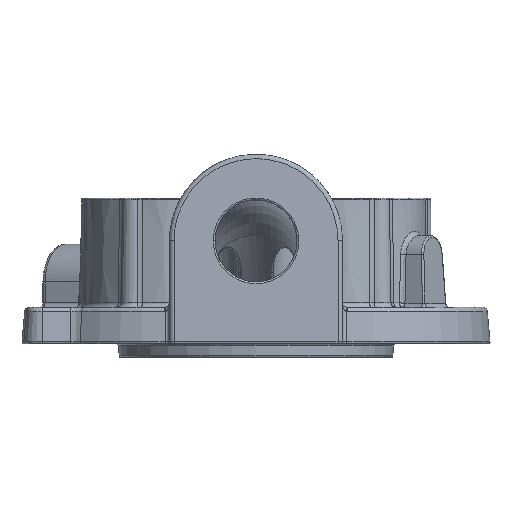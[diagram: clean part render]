
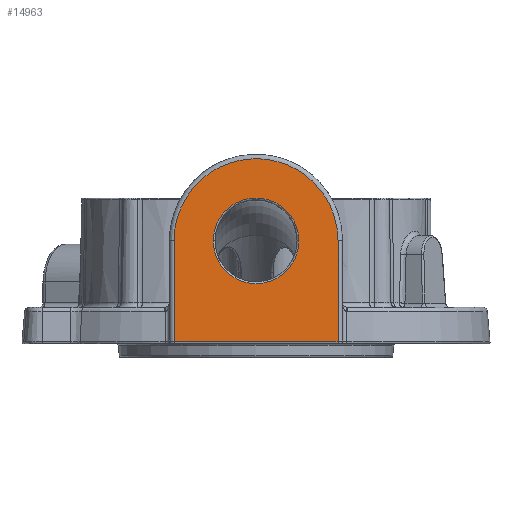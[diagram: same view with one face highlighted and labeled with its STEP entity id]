
A CAD part, front view. The second image highlights one B-rep face of the part: STEP entity #14963.
In plain terms, the highlighted planar face has unit normal (0, -0.999, 0.035).
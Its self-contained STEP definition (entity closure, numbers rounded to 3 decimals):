
#2584=CARTESIAN_POINT('Vertex',(-178.636,-197.445,73.174)) ;
#2588=CARTESIAN_POINT('Control Point',(1.364,-197.445,73.174)) ;
#2589=CARTESIAN_POINT('Control Point',(1.364,-197.184,80.637)) ;
#2590=CARTESIAN_POINT('Control Point',(0.591,-196.924,88.099)) ;
#2591=CARTESIAN_POINT('Control Point',(-0.956,-196.667,95.454)) ;
#2592=CARTESIAN_POINT('Control Point',(-5.953,-196.124,110.984)) ;
#2593=CARTESIAN_POINT('Control Point',(-14.298,-195.633,125.042)) ;
#2594=CARTESIAN_POINT('Control Point',(-19.712,-195.389,132.047)) ;
#2595=CARTESIAN_POINT('Control Point',(-32.136,-194.951,144.595)) ;
#2596=CARTESIAN_POINT('Control Point',(-47.209,-194.629,153.798)) ;
#2597=CARTESIAN_POINT('Control Point',(-55.27,-194.502,157.454)) ;
#2598=CARTESIAN_POINT('Control Point',(-72.12,-194.317,162.731)) ;
#2599=CARTESIAN_POINT('Control Point',(-89.745,-194.28,163.812)) ;
#2600=CARTESIAN_POINT('Control Point',(-98.579,-194.298,163.271)) ;
#2601=CARTESIAN_POINT('Control Point',(-115.943,-194.411,160.051)) ;
#2602=CARTESIAN_POINT('Control Point',(-132.025,-194.666,152.76)) ;
#2603=CARTESIAN_POINT('Control Point',(-139.581,-194.827,148.148)) ;
#2604=CARTESIAN_POINT('Control Point',(-153.422,-195.21,137.174)) ;
#2605=CARTESIAN_POINT('Control Point',(-164.225,-195.698,123.202)) ;
#2606=CARTESIAN_POINT('Control Point',(-168.745,-195.964,115.588)) ;
#2607=CARTESIAN_POINT('Control Point',(-174.423,-196.415,102.647)) ;
#2608=CARTESIAN_POINT('Control Point',(-177.483,-196.895,88.919)) ;
#2609=CARTESIAN_POINT('Control Point',(-178.252,-197.077,83.696)) ;
#2610=CARTESIAN_POINT('Control Point',(-178.636,-197.261,78.435)) ;
#2611=CARTESIAN_POINT('Control Point',(-178.636,-197.445,73.174)) ;
#2612=CARTESIAN_POINT('Vertex',(1.364,-197.445,73.174)) ;
#13689=CARTESIAN_POINT('Line Origine',(1.364,-197.745,64.582)) ;
#13693=CARTESIAN_POINT('Vertex',(1.364,-201.325,-37.93)) ;
#13716=CARTESIAN_POINT('Line Origine',(-178.636,-197.745,64.582)) ;
#13720=CARTESIAN_POINT('Vertex',(-178.636,-201.325,-37.93)) ;
#14104=CARTESIAN_POINT('Line Origine',(-88.163,-201.325,-37.93)) ;
#14907=CARTESIAN_POINT('Axis2P3D Location',(0.,-200.,0.)) ;
#14919=CARTESIAN_POINT('Control Point',(-135.636,-197.448,73.07)) ;
#14920=CARTESIAN_POINT('Control Point',(-135.636,-197.67,66.731)) ;
#14921=CARTESIAN_POINT('Control Point',(-134.567,-197.891,60.391)) ;
#14922=CARTESIAN_POINT('Control Point',(-132.429,-198.104,54.292)) ;
#14923=CARTESIAN_POINT('Control Point',(-124.935,-198.575,40.81)) ;
#14924=CARTESIAN_POINT('Control Point',(-112.631,-198.912,31.169)) ;
#14925=CARTESIAN_POINT('Control Point',(-104.229,-199.044,27.371)) ;
#14926=CARTESIAN_POINT('Control Point',(-86.301,-199.161,24.031)) ;
#14927=CARTESIAN_POINT('Control Point',(-68.773,-198.985,29.059)) ;
#14928=CARTESIAN_POINT('Control Point',(-60.77,-198.825,33.637)) ;
#14929=CARTESIAN_POINT('Control Point',(-50.856,-198.496,43.056)) ;
#14930=CARTESIAN_POINT('Control Point',(-44.885,-198.078,55.052)) ;
#14931=CARTESIAN_POINT('Control Point',(-43.377,-197.93,59.269)) ;
#14932=CARTESIAN_POINT('Control Point',(-42.155,-197.744,64.615)) ;
#14933=CARTESIAN_POINT('Control Point',(-41.717,-197.554,70.045)) ;
#14934=CARTESIAN_POINT('Control Point',(-41.663,-197.519,71.053)) ;
#14935=CARTESIAN_POINT('Control Point',(-41.636,-197.484,72.062)) ;
#14936=CARTESIAN_POINT('Control Point',(-41.636,-197.448,73.07)) ;
#14937=CARTESIAN_POINT('Vertex',(-135.636,-197.448,73.07)) ;
#14939=CARTESIAN_POINT('Vertex',(-41.636,-197.448,73.07)) ;
#14943=CARTESIAN_POINT('Control Point',(-41.636,-197.448,73.07)) ;
#14944=CARTESIAN_POINT('Control Point',(-41.636,-197.287,77.696)) ;
#14945=CARTESIAN_POINT('Control Point',(-42.205,-197.125,82.321)) ;
#14946=CARTESIAN_POINT('Control Point',(-43.343,-196.967,86.854)) ;
#14947=CARTESIAN_POINT('Control Point',(-48.256,-196.524,99.533)) ;
#14948=CARTESIAN_POINT('Control Point',(-57.441,-196.161,109.925)) ;
#14949=CARTESIAN_POINT('Control Point',(-65.014,-195.978,115.183)) ;
#14950=CARTESIAN_POINT('Control Point',(-82.036,-195.75,121.718)) ;
#14951=CARTESIAN_POINT('Control Point',(-100.185,-195.811,119.954)) ;
#14952=CARTESIAN_POINT('Control Point',(-108.884,-195.918,116.904)) ;
#14953=CARTESIAN_POINT('Control Point',(-122.689,-196.232,107.912)) ;
#14954=CARTESIAN_POINT('Control Point',(-131.544,-196.71,94.205)) ;
#14955=CARTESIAN_POINT('Control Point',(-134.272,-196.948,87.391)) ;
#14956=CARTESIAN_POINT('Control Point',(-135.636,-197.198,80.23)) ;
#14957=CARTESIAN_POINT('Control Point',(-135.636,-197.448,73.07)) ;
#13690=DIRECTION('Vector Direction',(0.,0.035,0.999)) ;
#13717=DIRECTION('Vector Direction',(0.,0.035,0.999)) ;
#14105=DIRECTION('Vector Direction',(-1.,0.,0.)) ;
#14908=DIRECTION('Axis2P3D Direction',(0.,-0.999,0.035)) ;
#14909=DIRECTION('Axis2P3D XDirection',(-1.,0.,0.)) ;
#14910=AXIS2_PLACEMENT_3D('Plane Axis2P3D',#14907,#14908,#14909) ;
#14913=ORIENTED_EDGE('',*,*,#13695,.F.) ;
#14914=ORIENTED_EDGE('',*,*,#2614,.F.) ;
#14915=ORIENTED_EDGE('',*,*,#13722,.F.) ;
#14916=ORIENTED_EDGE('',*,*,#14108,.F.) ;
#14960=ORIENTED_EDGE('',*,*,#14941,.F.) ;
#14961=ORIENTED_EDGE('',*,*,#14958,.F.) ;
#14962=FACE_BOUND('',#14959,.T.) ;
#13691=VECTOR('Line Direction',#13690,1.) ;
#13718=VECTOR('Line Direction',#13717,1.) ;
#14106=VECTOR('Line Direction',#14105,1.) ;
#14963=ADVANCED_FACE('PartBody',(#14917,#14962),#14911,.T.) ;
#2587=B_SPLINE_CURVE_WITH_KNOTS('',5,(#2588,#2589,#2590,#2591,#2592,#2593,#2594,#2595,#2596,#2597,#2598,#2599,#2600,#2601,#2602,#2603,#2604,#2605,#2606,#2607,#2608,#2609,#2610,#2611),.UNSPECIFIED.,.F.,.U.,(6,3,3,3,3,3,3,6),(205.62,259.903,323.656,387.377,451.09,514.824,578.592,616.861),.UNSPECIFIED.) ;
#14918=B_SPLINE_CURVE_WITH_KNOTS('',5,(#14919,#14920,#14921,#14922,#14923,#14924,#14925,#14926,#14927,#14928,#14929,#14930,#14931,#14932,#14933,#14934,#14935,#14936),.UNSPECIFIED.,.F.,.U.,(6,3,3,3,3,6),(204.488,248.399,309.828,371.255,401.991,408.975),.UNSPECIFIED.) ;
#14942=B_SPLINE_CURVE_WITH_KNOTS('',5,(#14943,#14944,#14945,#14946,#14947,#14948,#14949,#14950,#14951,#14952,#14953,#14954,#14955,#14956,#14957),.UNSPECIFIED.,.F.,.U.,(6,3,3,3,6),(0.,32.042,93.473,154.888,204.488),.UNSPECIFIED.) ;
#2614=EDGE_CURVE('',#2585,#2613,#2587,.F.) ;
#13695=EDGE_CURVE('',#2613,#13694,#13692,.F.) ;
#13722=EDGE_CURVE('',#13721,#2585,#13719,.T.) ;
#14108=EDGE_CURVE('',#13694,#13721,#14107,.T.) ;
#14941=EDGE_CURVE('',#14938,#14940,#14918,.T.) ;
#14958=EDGE_CURVE('',#14940,#14938,#14942,.T.) ;
#14912=EDGE_LOOP('',(#14913,#14914,#14915,#14916)) ;
#14959=EDGE_LOOP('',(#14960,#14961)) ;
#14917=FACE_OUTER_BOUND('',#14912,.T.) ;
#13692=LINE('Line',#13689,#13691) ;
#13719=LINE('Line',#13716,#13718) ;
#14107=LINE('Line',#14104,#14106) ;
#14911=PLANE('',#14910) ;
#2585=VERTEX_POINT('',#2584) ;
#2613=VERTEX_POINT('',#2612) ;
#13694=VERTEX_POINT('',#13693) ;
#13721=VERTEX_POINT('',#13720) ;
#14938=VERTEX_POINT('',#14937) ;
#14940=VERTEX_POINT('',#14939) ;
